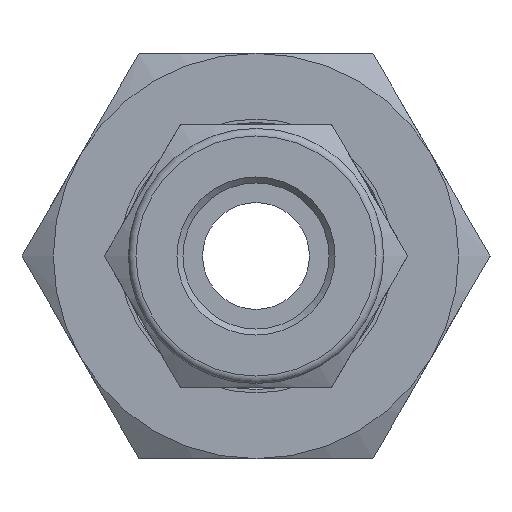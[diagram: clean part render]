
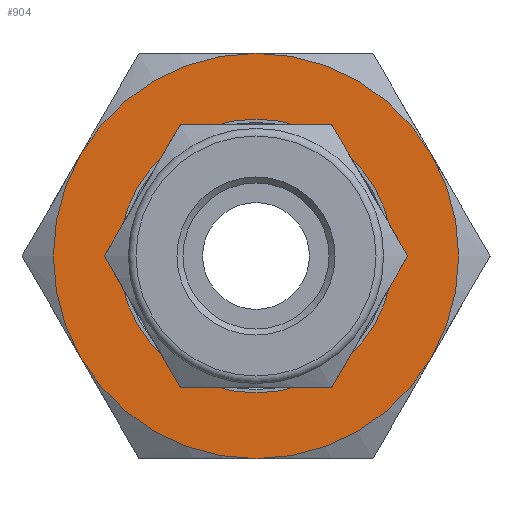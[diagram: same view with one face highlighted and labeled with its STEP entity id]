
A CAD part, left-side view. The second image highlights one B-rep face of the part: STEP entity #904.
In plain terms, the highlighted planar face has unit normal (-1, 0, 0).
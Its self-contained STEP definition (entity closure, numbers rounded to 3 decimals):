
#61=FACE_BOUND('',#228,.T.);
#85=CIRCLE('',#988,7.5);
#107=CIRCLE('',#1029,13.5);
#108=CIRCLE('',#1030,13.5);
#109=CIRCLE('',#1031,13.5);
#110=CIRCLE('',#1032,13.5);
#111=CIRCLE('',#1033,13.5);
#112=CIRCLE('',#1034,13.5);
#160=FACE_OUTER_BOUND('',#227,.T.);
#227=EDGE_LOOP('',(#746,#747,#748,#749,#750,#751));
#228=EDGE_LOOP('',(#752));
#400=VERTEX_POINT('',#1477);
#419=VERTEX_POINT('',#1548);
#420=VERTEX_POINT('',#1549);
#421=VERTEX_POINT('',#1551);
#422=VERTEX_POINT('',#1553);
#423=VERTEX_POINT('',#1555);
#424=VERTEX_POINT('',#1557);
#498=EDGE_CURVE('',#400,#400,#85,.T.);
#531=EDGE_CURVE('',#419,#420,#107,.T.);
#532=EDGE_CURVE('',#421,#419,#108,.T.);
#533=EDGE_CURVE('',#422,#421,#109,.T.);
#534=EDGE_CURVE('',#423,#422,#110,.T.);
#535=EDGE_CURVE('',#424,#423,#111,.T.);
#536=EDGE_CURVE('',#420,#424,#112,.T.);
#746=ORIENTED_EDGE('',*,*,#531,.F.);
#747=ORIENTED_EDGE('',*,*,#532,.F.);
#748=ORIENTED_EDGE('',*,*,#533,.F.);
#749=ORIENTED_EDGE('',*,*,#534,.F.);
#750=ORIENTED_EDGE('',*,*,#535,.F.);
#751=ORIENTED_EDGE('',*,*,#536,.F.);
#752=ORIENTED_EDGE('',*,*,#498,.T.);
#858=PLANE('',#1028);
#904=ADVANCED_FACE('',(#160,#61),#858,.T.);
#988=AXIS2_PLACEMENT_3D('',#1478,#1168,#1169);
#1028=AXIS2_PLACEMENT_3D('',#1547,#1259,#1260);
#1029=AXIS2_PLACEMENT_3D('',#1550,#1261,#1262);
#1030=AXIS2_PLACEMENT_3D('',#1552,#1263,#1264);
#1031=AXIS2_PLACEMENT_3D('',#1554,#1265,#1266);
#1032=AXIS2_PLACEMENT_3D('',#1556,#1267,#1268);
#1033=AXIS2_PLACEMENT_3D('',#1558,#1269,#1270);
#1034=AXIS2_PLACEMENT_3D('',#1559,#1271,#1272);
#1168=DIRECTION('center_axis',(1.,0.,0.));
#1169=DIRECTION('ref_axis',(0.,1.,0.));
#1259=DIRECTION('center_axis',(-1.,0.,0.));
#1260=DIRECTION('ref_axis',(0.,0.,1.));
#1261=DIRECTION('center_axis',(1.,0.,0.));
#1262=DIRECTION('ref_axis',(0.,0.,-1.));
#1263=DIRECTION('center_axis',(1.,0.,0.));
#1264=DIRECTION('ref_axis',(0.,0.,-1.));
#1265=DIRECTION('center_axis',(1.,0.,0.));
#1266=DIRECTION('ref_axis',(0.,0.,-1.));
#1267=DIRECTION('center_axis',(1.,0.,0.));
#1268=DIRECTION('ref_axis',(0.,0.,-1.));
#1269=DIRECTION('center_axis',(1.,0.,0.));
#1270=DIRECTION('ref_axis',(0.,0.,-1.));
#1271=DIRECTION('center_axis',(1.,0.,0.));
#1272=DIRECTION('ref_axis',(0.,0.,-1.));
#1477=CARTESIAN_POINT('',(19.414,-7.5,0.));
#1478=CARTESIAN_POINT('Origin',(19.414,0.,0.));
#1547=CARTESIAN_POINT('Origin',(19.414,13.5,0.));
#1548=CARTESIAN_POINT('',(19.414,11.691,-6.75));
#1549=CARTESIAN_POINT('',(19.414,11.691,6.75));
#1550=CARTESIAN_POINT('Origin',(19.414,0.,0.));
#1551=CARTESIAN_POINT('',(19.414,0.,-13.5));
#1552=CARTESIAN_POINT('Origin',(19.414,0.,0.));
#1553=CARTESIAN_POINT('',(19.414,-11.691,-6.75));
#1554=CARTESIAN_POINT('Origin',(19.414,0.,0.));
#1555=CARTESIAN_POINT('',(19.414,-11.691,6.75));
#1556=CARTESIAN_POINT('Origin',(19.414,0.,0.));
#1557=CARTESIAN_POINT('',(19.414,0.,13.5));
#1558=CARTESIAN_POINT('Origin',(19.414,0.,0.));
#1559=CARTESIAN_POINT('Origin',(19.414,0.,0.));
